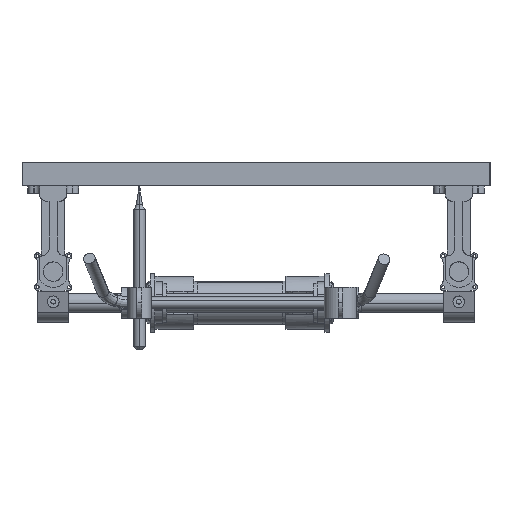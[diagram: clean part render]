
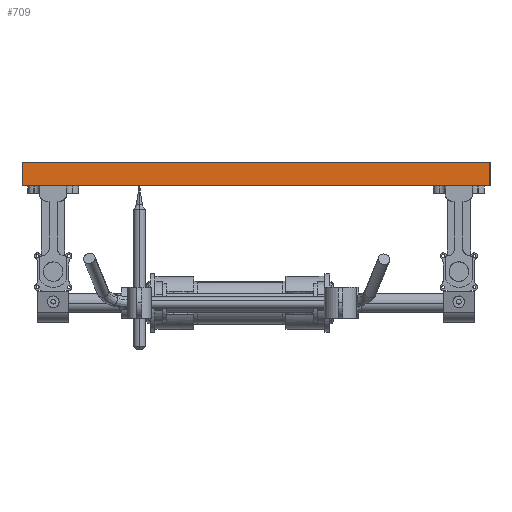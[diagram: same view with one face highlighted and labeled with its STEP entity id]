
A CAD part, left-side view. The second image highlights one B-rep face of the part: STEP entity #709.
In plain terms, the highlighted free-form (B-spline) face has degree [1, 1] with [2, 2] control points.
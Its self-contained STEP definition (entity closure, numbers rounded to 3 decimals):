
#405 = EDGE_CURVE('',#406,#408,#410,.T.);
#406 = VERTEX_POINT('',#407);
#407 = CARTESIAN_POINT('',(445.815,1387.385,
    524.67));
#408 = VERTEX_POINT('',#409);
#409 = CARTESIAN_POINT('',(445.815,489.565,
    524.67));
#410 = B_SPLINE_CURVE_WITH_KNOTS('',1,(#411,#412),.UNSPECIFIED.,.F.,.F.,
  (2,2),(0.,600.),.PIECEWISE_BEZIER_KNOTS.);
#411 = CARTESIAN_POINT('',(445.815,1387.385,
    524.67));
#412 = CARTESIAN_POINT('',(445.815,489.565,
    524.67));
#633 = EDGE_CURVE('',#634,#636,#638,.T.);
#634 = VERTEX_POINT('',#635);
#635 = CARTESIAN_POINT('',(445.815,1387.385,
    479.779));
#636 = VERTEX_POINT('',#637);
#637 = CARTESIAN_POINT('',(445.815,489.565,
    479.779));
#638 = B_SPLINE_CURVE_WITH_KNOTS('',1,(#639,#640),.UNSPECIFIED.,.F.,.F.,
  (2,2),(0.,600.),.PIECEWISE_BEZIER_KNOTS.);
#639 = CARTESIAN_POINT('',(445.815,1387.385,
    479.779));
#640 = CARTESIAN_POINT('',(445.815,489.565,
    479.779));
#709 = ADVANCED_FACE('',(#710),#724,.F.);
#710 = FACE_BOUND('',#711,.T.);
#711 = EDGE_LOOP('',(#712,#713,#718,#719));
#712 = ORIENTED_EDGE('',*,*,#633,.T.);
#713 = ORIENTED_EDGE('',*,*,#714,.F.);
#714 = EDGE_CURVE('',#408,#636,#715,.T.);
#715 = B_SPLINE_CURVE_WITH_KNOTS('',1,(#716,#717),.UNSPECIFIED.,.F.,.F.,
  (2,2),(-0.,30.),.PIECEWISE_BEZIER_KNOTS.);
#716 = CARTESIAN_POINT('',(445.815,489.565,
    524.67));
#717 = CARTESIAN_POINT('',(445.815,489.565,
    479.779));
#718 = ORIENTED_EDGE('',*,*,#405,.F.);
#719 = ORIENTED_EDGE('',*,*,#720,.T.);
#720 = EDGE_CURVE('',#406,#634,#721,.T.);
#721 = B_SPLINE_CURVE_WITH_KNOTS('',1,(#722,#723),.UNSPECIFIED.,.F.,.F.,
  (2,2),(-0.,30.),.PIECEWISE_BEZIER_KNOTS.);
#722 = CARTESIAN_POINT('',(445.815,1387.385,
    524.67));
#723 = CARTESIAN_POINT('',(445.815,1387.385,
    479.779));
#724 = B_SPLINE_SURFACE_WITH_KNOTS('',1,1,(
    (#725,#726)
    ,(#727,#728
    )),.UNSPECIFIED.,.F.,.F.,.F.,(2,2),(2,2),(-600.,0.),(-30.,0.),
  .PIECEWISE_BEZIER_KNOTS.);
#725 = CARTESIAN_POINT('',(445.815,489.565,
    479.779));
#726 = CARTESIAN_POINT('',(445.815,489.565,
    524.67));
#727 = CARTESIAN_POINT('',(445.815,1387.385,
    479.779));
#728 = CARTESIAN_POINT('',(445.815,1387.385,
    524.67));
